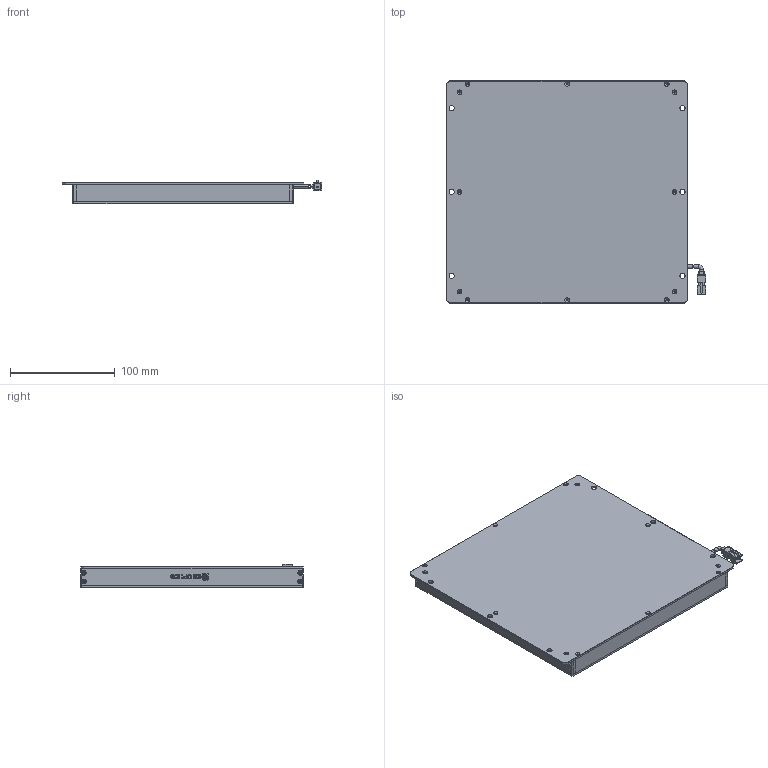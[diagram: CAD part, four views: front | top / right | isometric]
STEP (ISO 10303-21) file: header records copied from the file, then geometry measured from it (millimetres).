
FILE_DESCRIPTION (( 'STEP AP214' ), '1' );
FILE_NAME ('660707-B.STEP', '2019-03-08T02:45:06', ( 'user' ), ( '微软中国' ), 'SwSTEP 2.0', 'SolidWorks 2016', '' );
FILE_SCHEMA (( 'AUTOMOTIVE_DESIGN' ));
Length unit declared in the file: millimetre
Products named in the file (1): 660707-B
Bounding box: 247 x 212 x 22.4 mm (x, y, z)
Volume: 261475.6 mm3; surface area: 228305.4 mm2
Topology: 8 solids, 8 shells, 520 faces, 1342 edges, 828 vertices
Faces by surface type: plane 197, cylinder 149, cone 113, bspline 61
Entity records: 20812 total; most frequent: CARTESIAN_POINT 3826, ORIENTED_EDGE 2588, DIRECTION 2425, EDGE_CURVE 1294, VERTEX_POINT 828, AXIS2_PLACEMENT_3D 813, VECTOR 799, LINE 799
